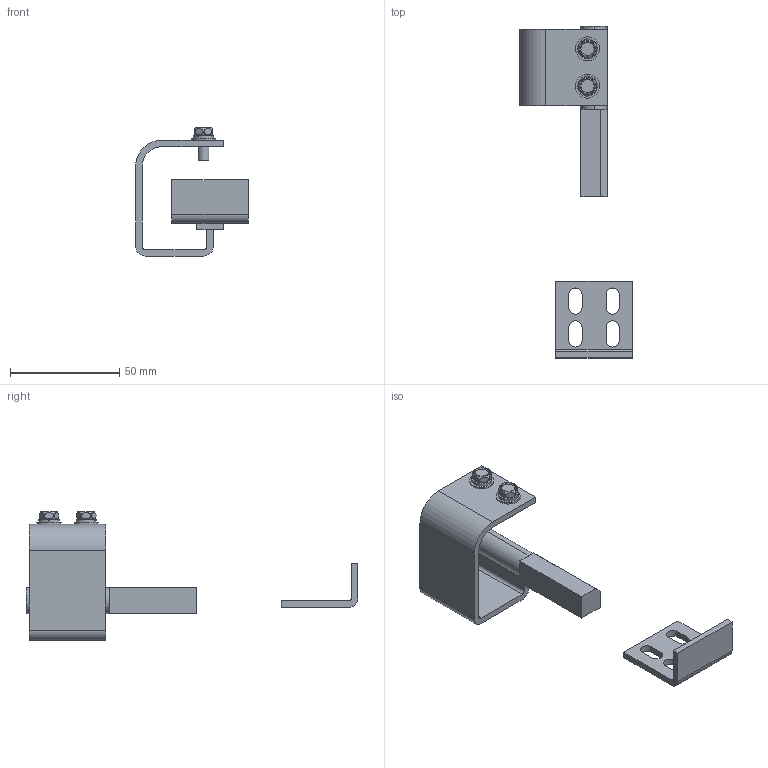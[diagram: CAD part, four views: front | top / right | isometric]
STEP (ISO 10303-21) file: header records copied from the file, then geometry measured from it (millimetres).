
FILE_DESCRIPTION (( 'STEP AP203' ), '1' );
FILE_NAME ('B-306-4.STEP', '2009-03-04T06:31:28', ( ' ' ), ( ' ' ), 'SwSTEP 2.0', 'SolidWorks 2007', '' );
FILE_SCHEMA (( 'CONFIG_CONTROL_DESIGN' ));
Length unit declared in the file: millimetre
Products named in the file (7): B-306-4; B-306-4傾儞僌儖__棉太倌; B-306-1僸儞僕__棉太倌; B-306-1僺儞__棉太倌; スプリングワッシャーM5_JIS B 1251 No.2 5; B-306榋妏儃儖僩M5_M5亊10; 暯儚僢僔儍乕M5彫宆娵_M5亊冇11亊t0.8
Assembly tree (9 placements, depth 2):
  B-306-4
    暯儚僢僔儍乕M5彫宆娵_M5亊冇11亊t0.8  x2
    スプリングワッシャーM5_JIS B 1251 No.2 5  x2
    B-306-4傾儞僌儖__棉太倌
    B-306-1僺儞__棉太倌
    B-306榋妏儃儖僩M5_M5亊10  x2
    B-306-1僸儞僕__棉太倌
Bounding box: 51.5 x 151.73 x 58.6 mm (x, y, z)
Volume: 28418.4 mm3; surface area: 20407.4 mm2
Topology: 9 solids, 9 shells, 121 faces, 286 edges, 196 vertices
Faces by surface type: plane 69, cylinder 44, cone 4, torus 4
Entity records: 3929 total; most frequent: CARTESIAN_POINT 779, DIRECTION 516, ORIENTED_EDGE 460, EDGE_CURVE 230, AXIS2_PLACEMENT_3D 193, VERTEX_POINT 156, VECTOR 130, LINE 130
